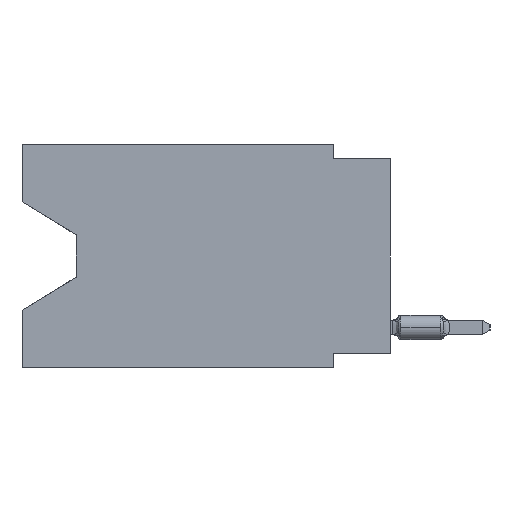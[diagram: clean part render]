
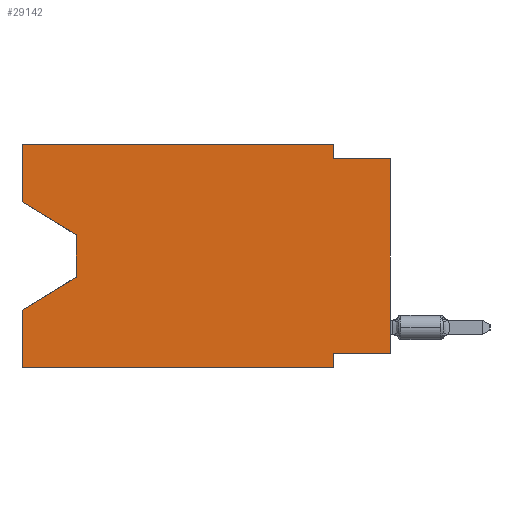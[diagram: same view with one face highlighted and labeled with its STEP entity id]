
A CAD part, left-side view. The second image highlights one B-rep face of the part: STEP entity #29142.
In plain terms, the highlighted planar face has unit normal (-1, 0, 0).
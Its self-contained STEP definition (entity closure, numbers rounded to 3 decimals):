
#100 = CARTESIAN_POINT ( 'NONE',  ( 0., 16.383, 0. ) ) ;
#596 = VERTEX_POINT ( 'NONE', #18488 ) ;
#696 = CARTESIAN_POINT ( 'NONE',  ( 0., 2.54, 0. ) ) ;
#1142 = DIRECTION ( 'NONE',  ( 0., 1., 0. ) ) ;
#1346 = VERTEX_POINT ( 'NONE', #696 ) ;
#1389 = DIRECTION ( 'NONE',  ( 0., -1., 0. ) ) ;
#4196 = FACE_OUTER_BOUND ( 'NONE', #66299, .T. ) ;
#4289 = CARTESIAN_POINT ( 'NONE',  ( 0., 16.383, -2.546 ) ) ;
#4340 = VERTEX_POINT ( 'NONE', #77494 ) ;
#4560 = ORIENTED_EDGE ( 'NONE', *, *, #39567, .F. ) ;
#6288 = EDGE_CURVE ( 'NONE', #4340, #77105, #58915, .T. ) ;
#6505 = DIRECTION ( 'NONE',  ( 0., 0., -1. ) ) ;
#7102 = CARTESIAN_POINT ( 'NONE',  ( 0., 0., -9.271 ) ) ;
#7247 = DIRECTION ( 'NONE',  ( 0., 0., -1. ) ) ;
#10304 = CARTESIAN_POINT ( 'NONE',  ( 0., 0., -0.635 ) ) ;
#14015 = CARTESIAN_POINT ( 'NONE',  ( 0., 16.383, -9.906 ) ) ;
#14471 = VERTEX_POINT ( 'NONE', #49559 ) ;
#14671 = VECTOR ( 'NONE', #47397, 1000. ) ;
#17008 = DIRECTION ( 'NONE',  ( 0., -1., 0. ) ) ;
#17670 = LINE ( 'NONE', #53039, #74685 ) ;
#18488 = CARTESIAN_POINT ( 'NONE',  ( 0., 0., -9.271 ) ) ;
#18780 = LINE ( 'NONE', #100, #49044 ) ;
#19265 = LINE ( 'NONE', #74449, #60135 ) ;
#20296 = CARTESIAN_POINT ( 'NONE',  ( 0., 2.54, -9.271 ) ) ;
#21181 = ORIENTED_EDGE ( 'NONE', *, *, #6288, .F. ) ;
#22862 = CARTESIAN_POINT ( 'NONE',  ( 0., 16.383, 0. ) ) ;
#23291 = EDGE_CURVE ( 'NONE', #67900, #43496, #76589, .T. ) ;
#23340 = LINE ( 'NONE', #59101, #66410 ) ;
#24174 = ORIENTED_EDGE ( 'NONE', *, *, #61323, .F. ) ;
#26385 = VECTOR ( 'NONE', #35140, 1000. ) ;
#28845 = ORIENTED_EDGE ( 'NONE', *, *, #58767, .T. ) ;
#29142 = ADVANCED_FACE ( 'NONE', ( #4196 ), #46708, .F. ) ;
#29560 = EDGE_CURVE ( 'NONE', #58983, #43496, #66432, .T. ) ;
#31280 = DIRECTION ( 'NONE',  ( 0., 0., 1. ) ) ;
#31673 = ORIENTED_EDGE ( 'NONE', *, *, #66252, .F. ) ;
#32564 = VECTOR ( 'NONE', #31280, 1000. ) ;
#34048 = CARTESIAN_POINT ( 'NONE',  ( 0., 2.54, 0. ) ) ;
#34631 = VERTEX_POINT ( 'NONE', #63882 ) ;
#35140 = DIRECTION ( 'NONE',  ( 0., -0.855, -0.519 ) ) ;
#36606 = CARTESIAN_POINT ( 'NONE',  ( 0., 16.383, -2.546 ) ) ;
#36650 = DIRECTION ( 'NONE',  ( 0., 0., 1. ) ) ;
#36684 = CARTESIAN_POINT ( 'NONE',  ( 0., 13.97, -4.013 ) ) ;
#37072 = LINE ( 'NONE', #36684, #43842 ) ;
#39567 = EDGE_CURVE ( 'NONE', #47362, #1346, #19265, .T. ) ;
#42345 = EDGE_CURVE ( 'NONE', #596, #77105, #67450, .T. ) ;
#42579 = VERTEX_POINT ( 'NONE', #46741 ) ;
#43496 = VERTEX_POINT ( 'NONE', #55538 ) ;
#43842 = VECTOR ( 'NONE', #6505, 1000. ) ;
#43874 = CARTESIAN_POINT ( 'NONE',  ( 0., 16.383, 0. ) ) ;
#45447 = ORIENTED_EDGE ( 'NONE', *, *, #29560, .F. ) ;
#46696 = DIRECTION ( 'NONE',  ( 0., 0., 1. ) ) ;
#46708 = PLANE ( 'NONE',  #67032 ) ;
#46741 = CARTESIAN_POINT ( 'NONE',  ( 0., 13.97, -4.013 ) ) ;
#47362 = VERTEX_POINT ( 'NONE', #43874 ) ;
#47397 = DIRECTION ( 'NONE',  ( 0., -1., 0. ) ) ;
#47525 = EDGE_CURVE ( 'NONE', #62206, #47362, #18780, .T. ) ;
#47541 = DIRECTION ( 'NONE',  ( 0., 0., -1. ) ) ;
#49044 = VECTOR ( 'NONE', #36650, 1000. ) ;
#49153 = VECTOR ( 'NONE', #17008, 1000. ) ;
#49559 = CARTESIAN_POINT ( 'NONE',  ( 0., 16.383, -7.36 ) ) ;
#53039 = CARTESIAN_POINT ( 'NONE',  ( 0., 16.383, 0. ) ) ;
#53162 = ORIENTED_EDGE ( 'NONE', *, *, #58180, .F. ) ;
#54623 = ORIENTED_EDGE ( 'NONE', *, *, #56012, .T. ) ;
#55538 = CARTESIAN_POINT ( 'NONE',  ( 0., 2.54, -9.906 ) ) ;
#56012 = EDGE_CURVE ( 'NONE', #42579, #34631, #37072, .T. ) ;
#58180 = EDGE_CURVE ( 'NONE', #596, #58983, #61508, .T. ) ;
#58341 = CARTESIAN_POINT ( 'NONE',  ( 0., 16.383, -9.906 ) ) ;
#58511 = VECTOR ( 'NONE', #47541, 1000. ) ;
#58767 = EDGE_CURVE ( 'NONE', #62206, #42579, #73153, .T. ) ;
#58915 = LINE ( 'NONE', #64089, #14671 ) ;
#58983 = VERTEX_POINT ( 'NONE', #20296 ) ;
#58987 = DIRECTION ( 'NONE',  ( 0., 0., -1. ) ) ;
#59101 = CARTESIAN_POINT ( 'NONE',  ( 0., 13.97, -5.893 ) ) ;
#59383 = ORIENTED_EDGE ( 'NONE', *, *, #23291, .T. ) ;
#59500 = DIRECTION ( 'NONE',  ( 0., 0.855, -0.519 ) ) ;
#60135 = VECTOR ( 'NONE', #1389, 1000. ) ;
#61323 = EDGE_CURVE ( 'NONE', #67900, #14471, #17670, .T. ) ;
#61508 = LINE ( 'NONE', #7102, #61812 ) ;
#61812 = VECTOR ( 'NONE', #1142, 1000. ) ;
#62206 = VERTEX_POINT ( 'NONE', #4289 ) ;
#63882 = CARTESIAN_POINT ( 'NONE',  ( 0., 13.97, -5.893 ) ) ;
#64089 = CARTESIAN_POINT ( 'NONE',  ( 0., 0., -0.635 ) ) ;
#65221 = ORIENTED_EDGE ( 'NONE', *, *, #72129, .T. ) ;
#66252 = EDGE_CURVE ( 'NONE', #1346, #4340, #76943, .T. ) ;
#66299 = EDGE_LOOP ( 'NONE', ( #28845, #54623, #65221, #24174, #59383, #45447, #53162, #68907, #21181, #31673, #4560, #66640 ) ) ;
#66410 = VECTOR ( 'NONE', #59500, 1000. ) ;
#66432 = LINE ( 'NONE', #73568, #73424 ) ;
#66640 = ORIENTED_EDGE ( 'NONE', *, *, #47525, .F. ) ;
#67032 = AXIS2_PLACEMENT_3D ( 'NONE', #22862, #78033, #58987 ) ;
#67450 = LINE ( 'NONE', #74942, #32564 ) ;
#67900 = VERTEX_POINT ( 'NONE', #14015 ) ;
#68907 = ORIENTED_EDGE ( 'NONE', *, *, #42345, .T. ) ;
#72129 = EDGE_CURVE ( 'NONE', #34631, #14471, #23340, .T. ) ;
#73153 = LINE ( 'NONE', #36606, #26385 ) ;
#73424 = VECTOR ( 'NONE', #7247, 1000. ) ;
#73568 = CARTESIAN_POINT ( 'NONE',  ( 0., 2.54, -9.906 ) ) ;
#74449 = CARTESIAN_POINT ( 'NONE',  ( 0., 16.383, 0. ) ) ;
#74685 = VECTOR ( 'NONE', #46696, 1000. ) ;
#74942 = CARTESIAN_POINT ( 'NONE',  ( 0., 0., 0. ) ) ;
#76589 = LINE ( 'NONE', #58341, #49153 ) ;
#76943 = LINE ( 'NONE', #34048, #58511 ) ;
#77105 = VERTEX_POINT ( 'NONE', #10304 ) ;
#77494 = CARTESIAN_POINT ( 'NONE',  ( 0., 2.54, -0.635 ) ) ;
#78033 = DIRECTION ( 'NONE',  ( 1., 0., 0. ) ) ;
